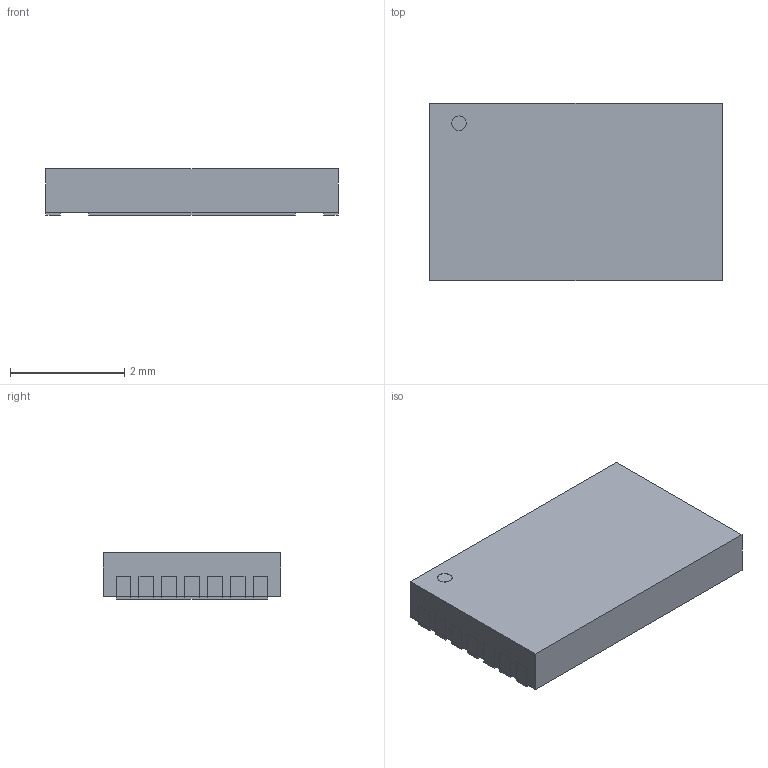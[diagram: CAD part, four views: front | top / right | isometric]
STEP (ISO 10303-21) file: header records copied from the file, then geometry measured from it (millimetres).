
FILE_DESCRIPTION(('STEP AP214'),'1');
FILE_NAME('21-0253_T1435N1_MXM','2023-10-08T09:34:42',(''),(''),'','','');
FILE_SCHEMA(('AUTOMOTIVE_DESIGN'));
Length unit declared in the file: millimetre
Products named in the file (1): product
Bounding box: 5.11 x 3.1 x 0.81 mm (x, y, z)
Volume: 12.5 mm3; surface area: 67.1 mm2
Topology: 17 solids, 17 shells, 127 faces, 251 edges, 158 vertices
Faces by surface type: plane 126, cylinder 1
Full cylindrical faces by diameter (mm): 0.255 x1
Entity records: 3401 total; most frequent: ORIENTED_EDGE 556, DIRECTION 538, CARTESIAN_POINT 317, EDGE_CURVE 278, LINE 276, VECTOR 276, VERTEX_POINT 186, AXIS2_PLACEMENT_3D 131
